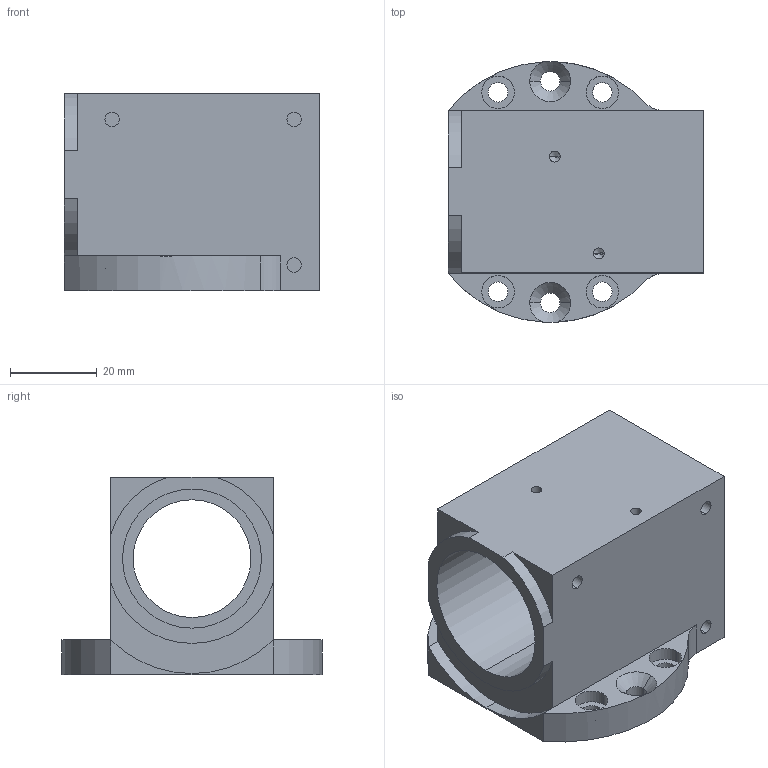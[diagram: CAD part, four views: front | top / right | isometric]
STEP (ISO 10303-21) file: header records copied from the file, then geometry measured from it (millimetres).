
FILE_DESCRIPTION (( 'STEP AP203' ), '1' );
FILE_NAME ('J4 Turret Housing.STEP', '2020-09-09T03:34:23', ( '' ), ( '' ), 'SwSTEP 2.0', 'SolidWorks 2019', '' );
FILE_SCHEMA (( 'CONFIG_CONTROL_DESIGN' ));
Length unit declared in the file: millimetre
Products named in the file (1): J4 Turret Housing
Bounding box: 58.8 x 59.99 x 45.4 mm (x, y, z)
Volume: 57617.7 mm3; surface area: 20334.9 mm2
Topology: 1 solids, 1 shells, 75 faces, 186 edges, 118 vertices
Faces by surface type: cylinder 46, plane 21, cone 8
Entity records: 2351 total; most frequent: DIRECTION 432, CARTESIAN_POINT 390, ORIENTED_EDGE 364, EDGE_CURVE 182, AXIS2_PLACEMENT_3D 176, VERTEX_POINT 118, CIRCLE 100, EDGE_LOOP 98
